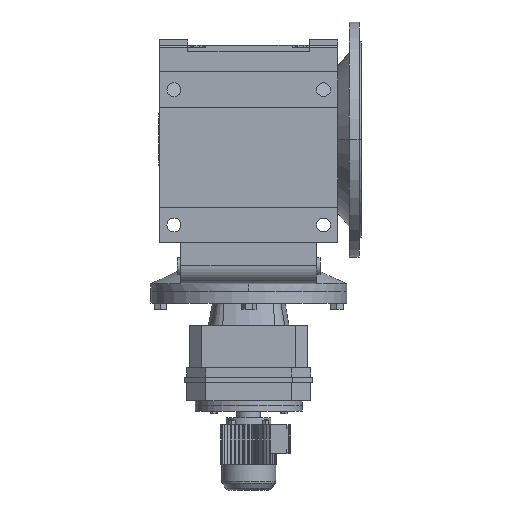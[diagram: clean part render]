
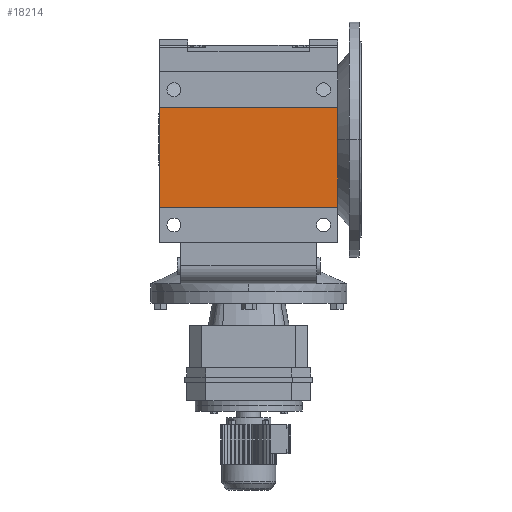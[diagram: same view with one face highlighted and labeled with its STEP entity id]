
A CAD part, front view. The second image highlights one B-rep face of the part: STEP entity #18214.
In plain terms, the highlighted planar face has unit normal (0, -1, 0).
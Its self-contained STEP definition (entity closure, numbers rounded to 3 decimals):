
#8809 = PLANE('',#8810);
#8810 = AXIS2_PLACEMENT_3D('',#8811,#8812,#8813);
#8811 = CARTESIAN_POINT('',(-250.,-380.25,226.));
#8812 = DIRECTION('',(1.,0.,0.));
#8813 = DIRECTION('',(0.,0.,-1.));
#12496 = VERTEX_POINT('',#12497);
#12497 = CARTESIAN_POINT('',(-250.,-434.25,-190.));
#12511 = PLANE('',#12512);
#12512 = AXIS2_PLACEMENT_3D('',#12513,#12514,#12515);
#12513 = CARTESIAN_POINT('',(250.,-434.25,-190.));
#12514 = DIRECTION('',(0.,0.,-1.));
#12515 = DIRECTION('',(-1.,0.,0.));
#12523 = EDGE_CURVE('',#12524,#12496,#12526,.T.);
#12524 = VERTEX_POINT('',#12525);
#12525 = CARTESIAN_POINT('',(-250.,-434.25,90.));
#12526 = SURFACE_CURVE('',#12527,(#12531,#12538),.PCURVE_S1.);
#12527 = LINE('',#12528,#12529);
#12528 = CARTESIAN_POINT('',(-250.,-434.25,90.));
#12529 = VECTOR('',#12530,1.);
#12530 = DIRECTION('',(0.,0.,-1.));
#12531 = PCURVE('',#8809,#12532);
#12532 = DEFINITIONAL_REPRESENTATION('',(#12533),#12537);
#12533 = LINE('',#12534,#12535);
#12534 = CARTESIAN_POINT('',(136.,-54.));
#12535 = VECTOR('',#12536,1.);
#12536 = DIRECTION('',(1.,0.));
#12537 = ( GEOMETRIC_REPRESENTATION_CONTEXT(2) 
PARAMETRIC_REPRESENTATION_CONTEXT() REPRESENTATION_CONTEXT('2D SPACE',''
  ) );
#12538 = PCURVE('',#12539,#12544);
#12539 = PLANE('',#12540);
#12540 = AXIS2_PLACEMENT_3D('',#12541,#12542,#12543);
#12541 = CARTESIAN_POINT('',(-190.5,-434.25,230.));
#12542 = DIRECTION('',(0.,-1.,0.));
#12543 = DIRECTION('',(0.,0.,-1.));
#12544 = DEFINITIONAL_REPRESENTATION('',(#12545),#12549);
#12545 = LINE('',#12546,#12547);
#12546 = CARTESIAN_POINT('',(140.,-59.5));
#12547 = VECTOR('',#12548,1.);
#12548 = DIRECTION('',(1.,0.));
#12549 = ( GEOMETRIC_REPRESENTATION_CONTEXT(2) 
PARAMETRIC_REPRESENTATION_CONTEXT() REPRESENTATION_CONTEXT('2D SPACE',''
  ) );
#12567 = PLANE('',#12568);
#12568 = AXIS2_PLACEMENT_3D('',#12569,#12570,#12571);
#12569 = CARTESIAN_POINT('',(250.,-434.25,90.));
#12570 = DIRECTION('',(0.,0.,1.));
#12571 = DIRECTION('',(0.,-1.,0.));
#14374 = PLANE('',#14375);
#14375 = AXIS2_PLACEMENT_3D('',#14376,#14377,#14378);
#14376 = CARTESIAN_POINT('',(250.,-380.25,226.));
#14377 = DIRECTION('',(1.,0.,0.));
#14378 = DIRECTION('',(0.,0.,-1.));
#18022 = VERTEX_POINT('',#18023);
#18023 = CARTESIAN_POINT('',(250.,-434.25,-190.));
#18044 = EDGE_CURVE('',#18022,#12496,#18045,.T.);
#18045 = SURFACE_CURVE('',#18046,(#18050,#18057),.PCURVE_S1.);
#18046 = LINE('',#18047,#18048);
#18047 = CARTESIAN_POINT('',(250.,-434.25,-190.));
#18048 = VECTOR('',#18049,1.);
#18049 = DIRECTION('',(-1.,0.,0.));
#18050 = PCURVE('',#12511,#18051);
#18051 = DEFINITIONAL_REPRESENTATION('',(#18052),#18056);
#18052 = LINE('',#18053,#18054);
#18053 = CARTESIAN_POINT('',(0.,0.));
#18054 = VECTOR('',#18055,1.);
#18055 = DIRECTION('',(1.,0.));
#18056 = ( GEOMETRIC_REPRESENTATION_CONTEXT(2) 
PARAMETRIC_REPRESENTATION_CONTEXT() REPRESENTATION_CONTEXT('2D SPACE',''
  ) );
#18057 = PCURVE('',#12539,#18058);
#18058 = DEFINITIONAL_REPRESENTATION('',(#18059),#18063);
#18059 = LINE('',#18060,#18061);
#18060 = CARTESIAN_POINT('',(420.,440.5));
#18061 = VECTOR('',#18062,1.);
#18062 = DIRECTION('',(0.,-1.));
#18063 = ( GEOMETRIC_REPRESENTATION_CONTEXT(2) 
PARAMETRIC_REPRESENTATION_CONTEXT() REPRESENTATION_CONTEXT('2D SPACE',''
  ) );
#18069 = EDGE_CURVE('',#18070,#12524,#18072,.T.);
#18070 = VERTEX_POINT('',#18071);
#18071 = CARTESIAN_POINT('',(250.,-434.25,90.));
#18072 = SURFACE_CURVE('',#18073,(#18077,#18084),.PCURVE_S1.);
#18073 = LINE('',#18074,#18075);
#18074 = CARTESIAN_POINT('',(250.,-434.25,90.));
#18075 = VECTOR('',#18076,1.);
#18076 = DIRECTION('',(-1.,0.,0.));
#18077 = PCURVE('',#12567,#18078);
#18078 = DEFINITIONAL_REPRESENTATION('',(#18079),#18083);
#18079 = LINE('',#18080,#18081);
#18080 = CARTESIAN_POINT('',(0.,0.));
#18081 = VECTOR('',#18082,1.);
#18082 = DIRECTION('',(0.,-1.));
#18083 = ( GEOMETRIC_REPRESENTATION_CONTEXT(2) 
PARAMETRIC_REPRESENTATION_CONTEXT() REPRESENTATION_CONTEXT('2D SPACE',''
  ) );
#18084 = PCURVE('',#12539,#18085);
#18085 = DEFINITIONAL_REPRESENTATION('',(#18086),#18090);
#18086 = LINE('',#18087,#18088);
#18087 = CARTESIAN_POINT('',(140.,440.5));
#18088 = VECTOR('',#18089,1.);
#18089 = DIRECTION('',(0.,-1.));
#18090 = ( GEOMETRIC_REPRESENTATION_CONTEXT(2) 
PARAMETRIC_REPRESENTATION_CONTEXT() REPRESENTATION_CONTEXT('2D SPACE',''
  ) );
#18214 = ADVANCED_FACE('',(#18215),#12539,.T.);
#18215 = FACE_BOUND('',#18216,.T.);
#18216 = EDGE_LOOP('',(#18217,#18218,#18219,#18240));
#18217 = ORIENTED_EDGE('',*,*,#12523,.T.);
#18218 = ORIENTED_EDGE('',*,*,#18044,.F.);
#18219 = ORIENTED_EDGE('',*,*,#18220,.F.);
#18220 = EDGE_CURVE('',#18070,#18022,#18221,.T.);
#18221 = SURFACE_CURVE('',#18222,(#18226,#18233),.PCURVE_S1.);
#18222 = LINE('',#18223,#18224);
#18223 = CARTESIAN_POINT('',(250.,-434.25,90.));
#18224 = VECTOR('',#18225,1.);
#18225 = DIRECTION('',(0.,0.,-1.));
#18226 = PCURVE('',#12539,#18227);
#18227 = DEFINITIONAL_REPRESENTATION('',(#18228),#18232);
#18228 = LINE('',#18229,#18230);
#18229 = CARTESIAN_POINT('',(140.,440.5));
#18230 = VECTOR('',#18231,1.);
#18231 = DIRECTION('',(1.,0.));
#18232 = ( GEOMETRIC_REPRESENTATION_CONTEXT(2) 
PARAMETRIC_REPRESENTATION_CONTEXT() REPRESENTATION_CONTEXT('2D SPACE',''
  ) );
#18233 = PCURVE('',#14374,#18234);
#18234 = DEFINITIONAL_REPRESENTATION('',(#18235),#18239);
#18235 = LINE('',#18236,#18237);
#18236 = CARTESIAN_POINT('',(136.,-54.));
#18237 = VECTOR('',#18238,1.);
#18238 = DIRECTION('',(1.,0.));
#18239 = ( GEOMETRIC_REPRESENTATION_CONTEXT(2) 
PARAMETRIC_REPRESENTATION_CONTEXT() REPRESENTATION_CONTEXT('2D SPACE',''
  ) );
#18240 = ORIENTED_EDGE('',*,*,#18069,.T.);
